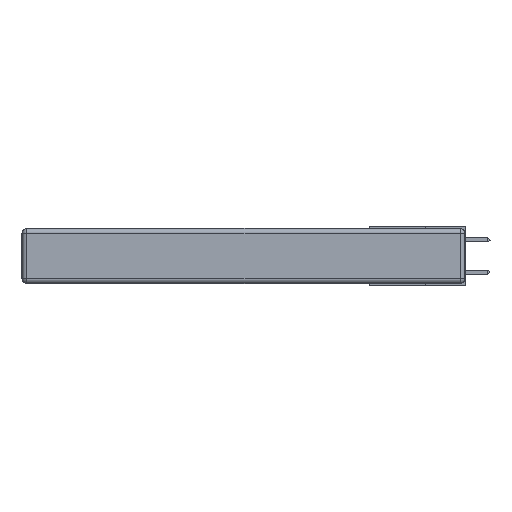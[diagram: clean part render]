
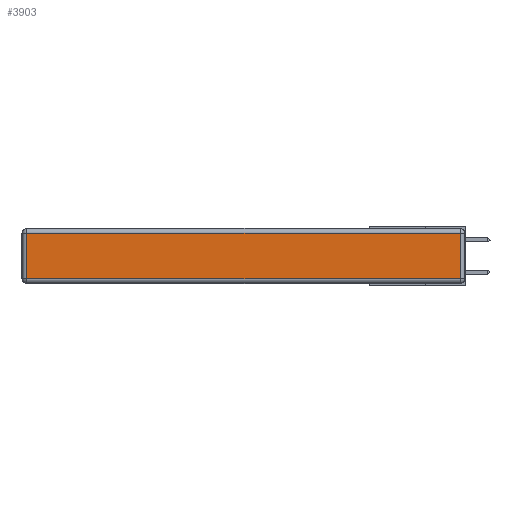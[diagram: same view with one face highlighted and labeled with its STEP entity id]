
A CAD part, left-side view. The second image highlights one B-rep face of the part: STEP entity #3903.
In plain terms, the highlighted planar face has unit normal (-1, 0, 0).
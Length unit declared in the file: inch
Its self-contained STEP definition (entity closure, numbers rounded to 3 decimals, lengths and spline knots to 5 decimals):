
#233 = VECTOR ( 'NONE', #6422, 39.37008 ) ;
#695 = DIRECTION ( 'NONE',  ( 0., 0., 1. ) ) ;
#799 = PLANE ( 'NONE',  #27794 ) ;
#1063 = EDGE_CURVE ( 'NONE', #17297, #27731, #2223, .T. ) ;
#1069 = CARTESIAN_POINT ( 'NONE',  ( 0., 0.03, -0.313 ) ) ;
#1200 = ORIENTED_EDGE ( 'NONE', *, *, #1063, .T. ) ;
#2223 = LINE ( 'NONE', #9987, #25657 ) ;
#3903 = ADVANCED_FACE ( 'NONE', ( #9435 ), #799, .T. ) ;
#4356 = LINE ( 'NONE', #10425, #27451 ) ;
#5297 = DIRECTION ( 'NONE',  ( 0., -1., 0. ) ) ;
#6422 = DIRECTION ( 'NONE',  ( 0., 1., 0. ) ) ;
#8133 = VERTEX_POINT ( 'NONE', #11546 ) ;
#9435 = FACE_OUTER_BOUND ( 'NONE', #29470, .T. ) ;
#9987 = CARTESIAN_POINT ( 'NONE',  ( 0., 0., -0.313 ) ) ;
#10425 = CARTESIAN_POINT ( 'NONE',  ( 0., 2.72, -0.343 ) ) ;
#10449 = EDGE_CURVE ( 'NONE', #8133, #17297, #4356, .T. ) ;
#11546 = CARTESIAN_POINT ( 'NONE',  ( 0., 2.72, -0.03 ) ) ;
#14847 = CARTESIAN_POINT ( 'NONE',  ( 0., 2.72, -0.313 ) ) ;
#15154 = EDGE_CURVE ( 'NONE', #22320, #8133, #19287, .T. ) ;
#15260 = CARTESIAN_POINT ( 'NONE',  ( 0., 0.03, -0.03 ) ) ;
#15346 = ORIENTED_EDGE ( 'NONE', *, *, #15154, .T. ) ;
#16933 = EDGE_CURVE ( 'NONE', #27731, #22320, #26195, .T. ) ;
#17297 = VERTEX_POINT ( 'NONE', #14847 ) ;
#17475 = CARTESIAN_POINT ( 'NONE',  ( 0., 0., -0.343 ) ) ;
#18104 = DIRECTION ( 'NONE',  ( 0., 0., 1. ) ) ;
#19287 = LINE ( 'NONE', #23209, #233 ) ;
#19950 = DIRECTION ( 'NONE',  ( -1., 0., 0. ) ) ;
#21703 = ORIENTED_EDGE ( 'NONE', *, *, #16933, .T. ) ;
#22320 = VERTEX_POINT ( 'NONE', #15260 ) ;
#23209 = CARTESIAN_POINT ( 'NONE',  ( 0., 2.75, -0.03 ) ) ;
#24587 = DIRECTION ( 'NONE',  ( 0., 0., -1. ) ) ;
#25657 = VECTOR ( 'NONE', #5297, 39.37008 ) ;
#26195 = LINE ( 'NONE', #29917, #27688 ) ;
#26530 = ORIENTED_EDGE ( 'NONE', *, *, #10449, .T. ) ;
#27451 = VECTOR ( 'NONE', #24587, 39.37008 ) ;
#27688 = VECTOR ( 'NONE', #18104, 39.37008 ) ;
#27731 = VERTEX_POINT ( 'NONE', #1069 ) ;
#27794 = AXIS2_PLACEMENT_3D ( 'NONE', #17475, #19950, #695 ) ;
#29470 = EDGE_LOOP ( 'NONE', ( #1200, #21703, #15346, #26530 ) ) ;
#29917 = CARTESIAN_POINT ( 'NONE',  ( 0., 0.03, -0.343 ) ) ;
